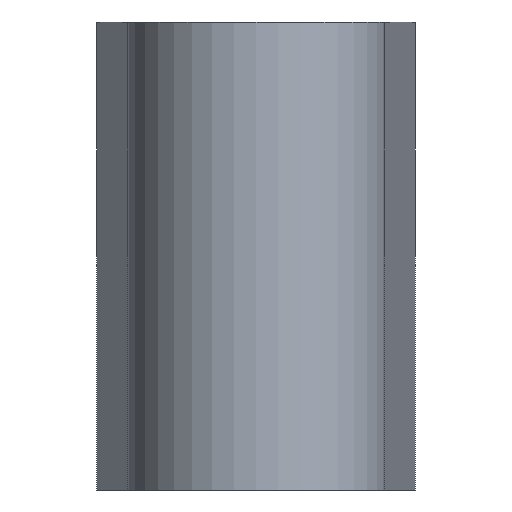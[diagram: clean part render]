
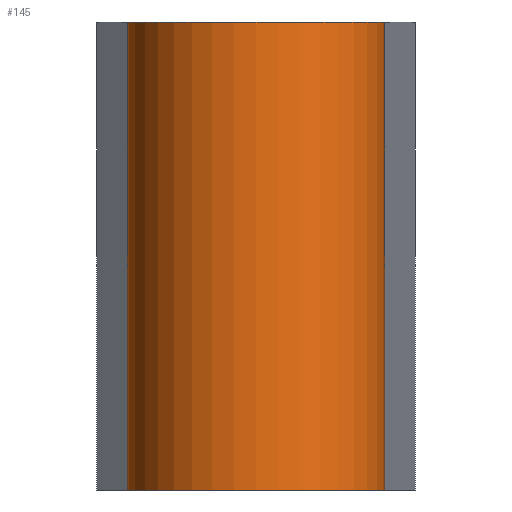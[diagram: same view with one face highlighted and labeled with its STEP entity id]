
A CAD part, left-side view. The second image highlights one B-rep face of the part: STEP entity #145.
In plain terms, the highlighted cylindrical face has radius 2.75 mm (diameter 5.5 mm), a partial arc.
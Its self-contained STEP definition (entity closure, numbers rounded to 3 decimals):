
#27=FACE_OUTER_BOUND('',#35,.T.);
#35=EDGE_LOOP('',(#117,#118,#119,#120));
#49=LINE('',#250,#59);
#50=LINE('',#256,#60);
#59=VECTOR('',#207,10.);
#60=VECTOR('',#214,10.);
#69=CIRCLE('',#174,2.75);
#70=CIRCLE('',#175,2.75);
#79=VERTEX_POINT('',#246);
#80=VERTEX_POINT('',#248);
#81=VERTEX_POINT('',#252);
#82=VERTEX_POINT('',#254);
#95=EDGE_CURVE('',#79,#80,#49,.T.);
#96=EDGE_CURVE('',#81,#79,#69,.T.);
#97=EDGE_CURVE('',#82,#80,#70,.T.);
#98=EDGE_CURVE('',#81,#82,#50,.T.);
#117=ORIENTED_EDGE('',*,*,#96,.T.);
#118=ORIENTED_EDGE('',*,*,#95,.T.);
#119=ORIENTED_EDGE('',*,*,#97,.F.);
#120=ORIENTED_EDGE('',*,*,#98,.F.);
#140=CYLINDRICAL_SURFACE('',#173,2.75);
#145=ADVANCED_FACE('',(#27),#140,.T.);
#173=AXIS2_PLACEMENT_3D('',#251,#208,#209);
#174=AXIS2_PLACEMENT_3D('',#253,#210,#211);
#175=AXIS2_PLACEMENT_3D('',#255,#212,#213);
#207=DIRECTION('',(0.,0.,1.));
#208=DIRECTION('center_axis',(0.,0.,1.));
#209=DIRECTION('ref_axis',(-1.,0.,0.));
#210=DIRECTION('center_axis',(0.,0.,1.));
#211=DIRECTION('ref_axis',(1.,0.,0.));
#212=DIRECTION('center_axis',(0.,0.,1.));
#213=DIRECTION('ref_axis',(1.,0.,0.));
#214=DIRECTION('',(0.,0.,1.));
#246=CARTESIAN_POINT('',(-0.031,-2.75,0.));
#248=CARTESIAN_POINT('',(-0.031,-2.75,10.));
#250=CARTESIAN_POINT('',(-0.031,-2.75,0.));
#251=CARTESIAN_POINT('Origin',(0.,0.,0.));
#252=CARTESIAN_POINT('',(-0.031,2.75,0.));
#253=CARTESIAN_POINT('Origin',(0.,0.,0.));
#254=CARTESIAN_POINT('',(-0.031,2.75,10.));
#255=CARTESIAN_POINT('Origin',(0.,0.,10.));
#256=CARTESIAN_POINT('',(-0.031,2.75,0.));
